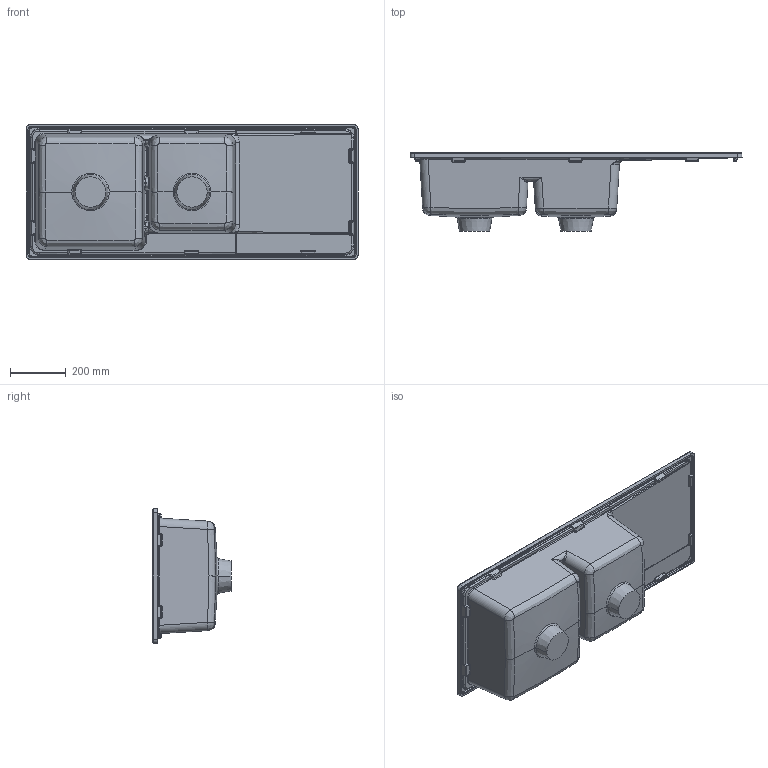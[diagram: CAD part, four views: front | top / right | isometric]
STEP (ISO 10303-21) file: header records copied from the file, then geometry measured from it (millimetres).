
FILE_DESCRIPTION((''),'2;1');
FILE_NAME('2402870-DKS4619-20210103','2021-05-14T',('Administrator'),(''),'CREO PARAMETRIC BY PTC INC, 2017170','CREO PARAMETRIC BY PTC INC, 2017170','');
FILE_SCHEMA(('CONFIG_CONTROL_DESIGN'));
Length unit declared in the file: millimetre
Products named in the file (1): 2402870-DKS4619-20210103
Bounding box: 1194.23 x 281 x 484.23 mm (x, y, z)
Volume: 12445741.5 mm3; surface area: 2263535.7 mm2
Topology: 1 solids, 1 shells, 785 faces, 1766 edges, 987 vertices
Faces by surface type: bspline 318, cylinder 276, plane 120, sphere 31, cone 24, torus 16
Entity records: 38354 total; most frequent: CARTESIAN_POINT 23147, ORIENTED_EDGE 3532, DIRECTION 2663, EDGE_CURVE 1766, AXIS2_PLACEMENT_3D 1046, VERTEX_POINT 987, EDGE_LOOP 789, FACE_OUTER_BOUND 785
